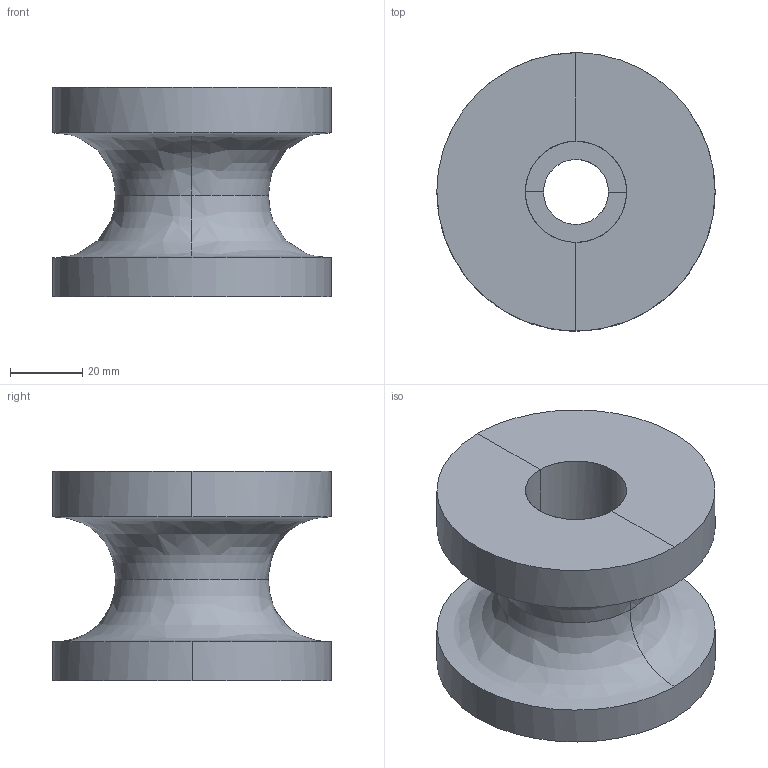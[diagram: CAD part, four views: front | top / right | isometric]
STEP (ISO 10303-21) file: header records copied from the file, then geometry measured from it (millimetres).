
FILE_DESCRIPTION(/* description */ (''),/* implementation_level */ '2;1');
FILE_NAME(/* name */ 'roulette pav BUGLE ',/* time_stamp */ '2018-09-17T23:03:54+02:00',/* author */ (''),/* organization */ (''),/* preprocessor_version */ 'ST-DEVELOPER v15',/* originating_system */ '',/* authorisation */ '');
FILE_SCHEMA (('AUTOMOTIVE_DESIGN'));
Length unit declared in the file: millimetre
Products named in the file (1): Document
Bounding box: 77.08 x 77.07 x 58.14 mm (x, y, z)
Surface area: 28559.1 mm2 (no closed solid volume)
Topology: 0 solids, 1 shells, 22 faces, 63 edges, 42 vertices
Faces by surface type: bspline 22
Entity records: 1509 total; most frequent: CARTESIAN_POINT 742, B_SPLINE_CURVE_WITH_KNOTS 132, ORIENTED_EDGE 120, PCURVE 120, DEFINITIONAL_REPRESENTATION 120, SURFACE_CURVE 62, EDGE_CURVE 62, VERTEX_POINT 40
